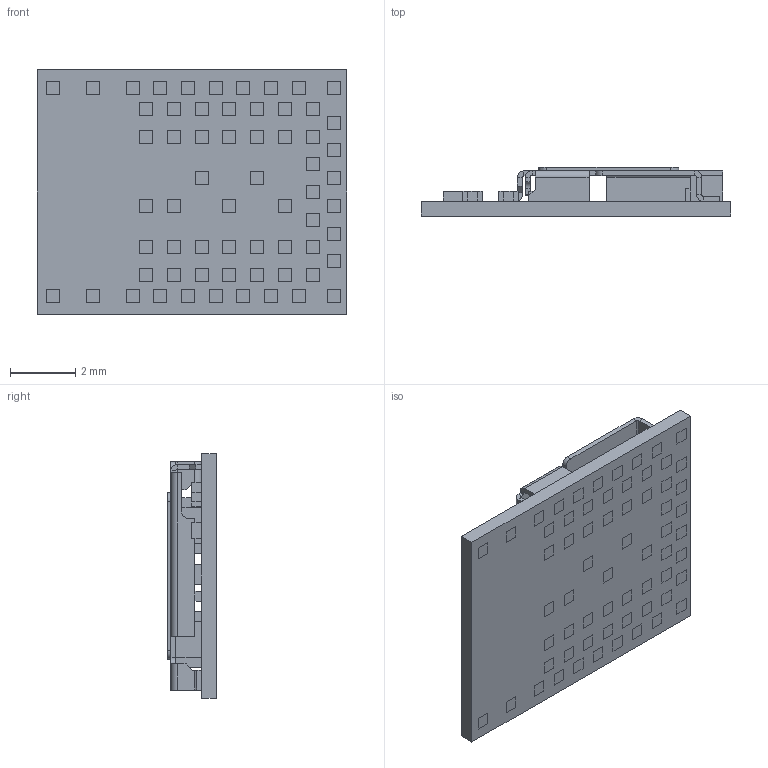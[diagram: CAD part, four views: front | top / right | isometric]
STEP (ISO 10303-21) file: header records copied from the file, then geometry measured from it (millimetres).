
FILE_DESCRIPTION (( 'STEP AP214' ), '1' );
FILE_NAME ('BMD-380-A-R.STEP', '2022-05-27T02:37:23', ( '' ), ( '' ), 'SwSTEP 2.0', 'SolidWorks 2017', '' );
FILE_SCHEMA (( 'AUTOMOTIVE_DESIGN' ));
Length unit declared in the file: millimetre
Products named in the file (1): BMD-380-A-R
Bounding box: 9.5 x 1.5 x 7.5 mm (x, y, z)
Volume: 44.6 mm3; surface area: 367 mm2
Topology: 88 solids, 88 shells, 931 faces, 2028 edges, 1336 vertices
Faces by surface type: plane 907, cylinder 24
Entity records: 25663 total; most frequent: CARTESIAN_POINT 4296, ORIENTED_EDGE 4056, DIRECTION 3940, EDGE_CURVE 2028, LINE 1980, VECTOR 1980, VERTEX_POINT 1336, EDGE_LOOP 994
